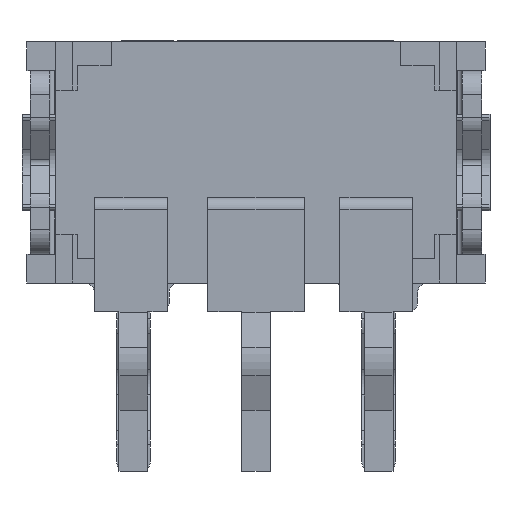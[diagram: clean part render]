
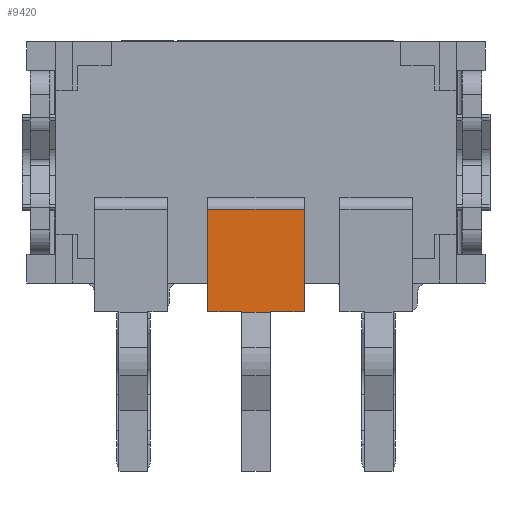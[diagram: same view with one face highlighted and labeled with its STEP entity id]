
A CAD part, front view. The second image highlights one B-rep face of the part: STEP entity #9420.
In plain terms, the highlighted planar face has unit normal (0, -1, 0).
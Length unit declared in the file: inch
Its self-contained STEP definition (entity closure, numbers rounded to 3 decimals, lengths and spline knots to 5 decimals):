
#530=FACE_OUTER_BOUND('',#1046,.T.);
#1046=EDGE_LOOP('',(#6514,#6515,#6516,#6517,#6518,#6519,#6520,#6521));
#1666=LINE('',#13318,#2801);
#1670=LINE('',#13329,#2805);
#1672=LINE('',#13335,#2807);
#1676=LINE('',#13345,#2811);
#1687=LINE('',#13371,#2822);
#1691=LINE('',#13379,#2826);
#1707=LINE('',#13415,#2842);
#1708=LINE('',#13417,#2843);
#2801=VECTOR('',#10813,0.3937);
#2805=VECTOR('',#10823,0.3937);
#2807=VECTOR('',#10827,0.3937);
#2811=VECTOR('',#10835,0.3937);
#2822=VECTOR('',#10854,0.3937);
#2826=VECTOR('',#10862,0.3937);
#2842=VECTOR('',#10902,0.3937);
#2843=VECTOR('',#10905,0.3937);
#3909=VERTEX_POINT('',#13312);
#3911=VERTEX_POINT('',#13316);
#3915=VERTEX_POINT('',#13327);
#3916=VERTEX_POINT('',#13331);
#3918=VERTEX_POINT('',#13334);
#3922=VERTEX_POINT('',#13344);
#3933=VERTEX_POINT('',#13369);
#3935=VERTEX_POINT('',#13378);
#4883=EDGE_CURVE('',#3911,#3909,#1666,.T.);
#4889=EDGE_CURVE('',#3911,#3915,#1670,.T.);
#4891=EDGE_CURVE('',#3916,#3918,#1672,.T.);
#4896=EDGE_CURVE('',#3922,#3918,#1676,.T.);
#4910=EDGE_CURVE('',#3916,#3933,#1687,.T.);
#4914=EDGE_CURVE('',#3935,#3909,#1691,.T.);
#4932=EDGE_CURVE('',#3915,#3922,#1707,.T.);
#4933=EDGE_CURVE('',#3935,#3933,#1708,.T.);
#6514=ORIENTED_EDGE('',*,*,#4910,.T.);
#6515=ORIENTED_EDGE('',*,*,#4933,.F.);
#6516=ORIENTED_EDGE('',*,*,#4914,.T.);
#6517=ORIENTED_EDGE('',*,*,#4883,.F.);
#6518=ORIENTED_EDGE('',*,*,#4889,.T.);
#6519=ORIENTED_EDGE('',*,*,#4932,.T.);
#6520=ORIENTED_EDGE('',*,*,#4896,.T.);
#6521=ORIENTED_EDGE('',*,*,#4891,.F.);
#9030=PLANE('',#9978);
#9420=ADVANCED_FACE('',(#530),#9030,.T.);
#9978=AXIS2_PLACEMENT_3D('',#13416,#10903,#10904);
#10813=DIRECTION('',(-1.,0.,0.));
#10823=DIRECTION('',(0.,0.,1.));
#10827=DIRECTION('',(-1.,0.,0.));
#10835=DIRECTION('',(0.,0.,-1.));
#10854=DIRECTION('',(0.,0.,-1.));
#10862=DIRECTION('',(0.,0.,1.));
#10902=DIRECTION('',(-1.,0.,0.));
#10903=DIRECTION('center_axis',(0.,-1.,0.));
#10904=DIRECTION('ref_axis',(-1.,0.,0.));
#10905=DIRECTION('',(-1.,0.,0.));
#13312=CARTESIAN_POINT('',(0.01181,0.00096,-0.12205));
#13316=CARTESIAN_POINT('',(0.03937,0.00096,-0.12205));
#13318=CARTESIAN_POINT('',(0.,0.00096,-0.12205));
#13327=CARTESIAN_POINT('',(0.03937,0.00096,-0.03826));
#13329=CARTESIAN_POINT('',(0.03937,0.00096,-0.12205));
#13331=CARTESIAN_POINT('',(-0.01181,0.00096,-0.12205));
#13334=CARTESIAN_POINT('',(-0.03937,0.00096,-0.12205));
#13335=CARTESIAN_POINT('',(0.,0.00096,-0.12205));
#13344=CARTESIAN_POINT('',(-0.03937,0.00096,-0.03826));
#13345=CARTESIAN_POINT('',(-0.03937,0.00096,-0.12205));
#13369=CARTESIAN_POINT('',(-0.01181,0.00096,-0.12212));
#13371=CARTESIAN_POINT('',(-0.01181,0.00096,-0.12212));
#13378=CARTESIAN_POINT('',(0.01181,0.00096,-0.12212));
#13379=CARTESIAN_POINT('',(0.01181,0.00096,-0.12212));
#13415=CARTESIAN_POINT('',(0.,0.00096,-0.03826));
#13416=CARTESIAN_POINT('Origin',(0.,0.00096,-0.03826));
#13417=CARTESIAN_POINT('',(0.,0.00096,-0.12212));
